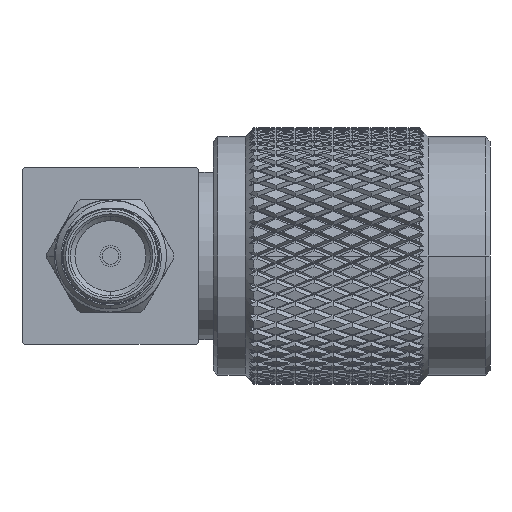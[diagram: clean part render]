
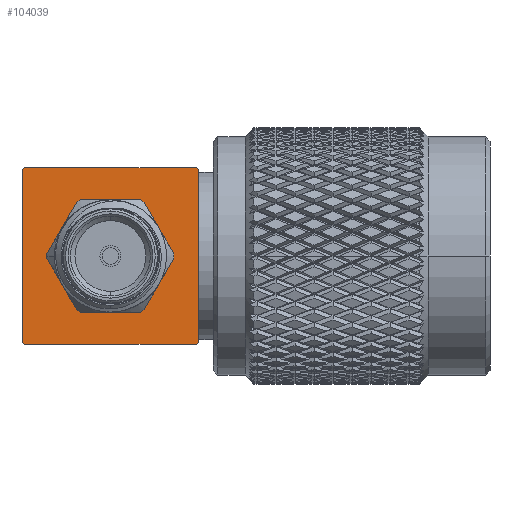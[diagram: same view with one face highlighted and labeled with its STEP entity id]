
A CAD part, left-side view. The second image highlights one B-rep face of the part: STEP entity #104039.
In plain terms, the highlighted face is planar.
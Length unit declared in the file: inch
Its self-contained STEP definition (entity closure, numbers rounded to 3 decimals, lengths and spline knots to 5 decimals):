
#4071 = DIRECTION ( 'NONE',  ( 0., 0., 1. ) ) ;
#5020 = CARTESIAN_POINT ( 'NONE',  ( 1.043, -0.197, 0.189 ) ) ;
#5218 = AXIS2_PLACEMENT_3D ( 'NONE', #61391, #94139, #43046 ) ;
#5652 = AXIS2_PLACEMENT_3D ( 'NONE', #38132, #97725, #62792 ) ;
#8042 = DIRECTION ( 'NONE',  ( 0., 0., 1. ) ) ;
#8920 = DIRECTION ( 'NONE',  ( 1., 0., 0. ) ) ;
#9545 = CARTESIAN_POINT ( 'NONE',  ( 0.649, -0.197, 0.197 ) ) ;
#10628 = DIRECTION ( 'NONE',  ( 0., 0., 1. ) ) ;
#12167 = CARTESIAN_POINT ( 'NONE',  ( 0.846, -0.197, 0.0905 ) ) ;
#13796 = EDGE_CURVE ( 'NONE', #71260, #85017, #34931, .T. ) ;
#14755 = CIRCLE ( 'NONE', #102136, 0.008 ) ;
#21402 = DIRECTION ( 'NONE',  ( 0., 0., 1. ) ) ;
#21863 = CARTESIAN_POINT ( 'NONE',  ( 0.649, -0.197, -0.189 ) ) ;
#21895 = AXIS2_PLACEMENT_3D ( 'NONE', #65857, #82624, #64421 ) ;
#22777 = ORIENTED_EDGE ( 'NONE', *, *, #41567, .T. ) ;
#25254 = CARTESIAN_POINT ( 'NONE',  ( 1.035, -0.197, 0.197 ) ) ;
#26836 = EDGE_CURVE ( 'NONE', #87475, #41603, #96283, .T. ) ;
#26970 = CARTESIAN_POINT ( 'NONE',  ( 1.035, -0.197, -0.197 ) ) ;
#27632 = EDGE_CURVE ( 'NONE', #85017, #45649, #104210, .T. ) ;
#27925 = EDGE_CURVE ( 'NONE', #45649, #102497, #14755, .T. ) ;
#30975 = CARTESIAN_POINT ( 'NONE',  ( 0.846, -0.197, -0.0905 ) ) ;
#31760 = ORIENTED_EDGE ( 'NONE', *, *, #56823, .F. ) ;
#32078 = ORIENTED_EDGE ( 'NONE', *, *, #59271, .F. ) ;
#32397 = CARTESIAN_POINT ( 'NONE',  ( 0.657, -0.197, 0.197 ) ) ;
#34417 = EDGE_CURVE ( 'NONE', #74634, #50122, #56901, .T. ) ;
#34766 = ORIENTED_EDGE ( 'NONE', *, *, #26836, .T. ) ;
#34897 = ORIENTED_EDGE ( 'NONE', *, *, #74806, .T. ) ;
#34931 = CIRCLE ( 'NONE', #21895, 0.008 ) ;
#35268 = DIRECTION ( 'NONE',  ( 0., -1., 0. ) ) ;
#37020 = CARTESIAN_POINT ( 'NONE',  ( 0.846, -0.197, 0. ) ) ;
#38132 = CARTESIAN_POINT ( 'NONE',  ( 0.649, -0.197, 0.197 ) ) ;
#39490 = AXIS2_PLACEMENT_3D ( 'NONE', #37020, #80332, #21402 ) ;
#41249 = ORIENTED_EDGE ( 'NONE', *, *, #27632, .T. ) ;
#41567 = EDGE_CURVE ( 'NONE', #102497, #54743, #102633, .T. ) ;
#41603 = VERTEX_POINT ( 'NONE', #91716 ) ;
#43046 = DIRECTION ( 'NONE',  ( 0., 0., 1. ) ) ;
#45649 = VERTEX_POINT ( 'NONE', #26970 ) ;
#49161 = EDGE_LOOP ( 'NONE', ( #22777, #34897, #31760, #34766, #78761, #71637, #41249, #76355 ) ) ;
#49411 = VECTOR ( 'NONE', #69214, 39.37008 ) ;
#50122 = VERTEX_POINT ( 'NONE', #12167 ) ;
#50187 = AXIS2_PLACEMENT_3D ( 'NONE', #71584, #89405, #98663 ) ;
#50964 = DIRECTION ( 'NONE',  ( 0., -1., 0. ) ) ;
#54491 = CIRCLE ( 'NONE', #39490, 0.0905 ) ;
#54743 = VERTEX_POINT ( 'NONE', #5020 ) ;
#55259 = CIRCLE ( 'NONE', #50187, 0.008 ) ;
#56823 = EDGE_CURVE ( 'NONE', #87475, #76948, #72111, .T. ) ;
#56901 = CIRCLE ( 'NONE', #5218, 0.0905 ) ;
#58877 = VECTOR ( 'NONE', #8920, 39.37008 ) ;
#59271 = EDGE_CURVE ( 'NONE', #50122, #74634, #54491, .T. ) ;
#59351 = FACE_OUTER_BOUND ( 'NONE', #49161, .T. ) ;
#61391 = CARTESIAN_POINT ( 'NONE',  ( 0.846, -0.197, 0. ) ) ;
#62792 = DIRECTION ( 'NONE',  ( 0., 0., 1. ) ) ;
#64421 = DIRECTION ( 'NONE',  ( 0., 0., 1. ) ) ;
#64487 = EDGE_LOOP ( 'NONE', ( #32078, #78638 ) ) ;
#65857 = CARTESIAN_POINT ( 'NONE',  ( 0.657, -0.197, -0.189 ) ) ;
#68102 = CARTESIAN_POINT ( 'NONE',  ( 1.035, -0.197, -0.189 ) ) ;
#69214 = DIRECTION ( 'NONE',  ( 1., 0., 0. ) ) ;
#71260 = VERTEX_POINT ( 'NONE', #21863 ) ;
#71584 = CARTESIAN_POINT ( 'NONE',  ( 1.035, -0.197, 0.189 ) ) ;
#71637 = ORIENTED_EDGE ( 'NONE', *, *, #13796, .T. ) ;
#72111 = LINE ( 'NONE', #9545, #49411 ) ;
#72461 = PLANE ( 'NONE',  #5652 ) ;
#74634 = VERTEX_POINT ( 'NONE', #30975 ) ;
#74806 = EDGE_CURVE ( 'NONE', #54743, #76948, #55259, .T. ) ;
#76355 = ORIENTED_EDGE ( 'NONE', *, *, #27925, .T. ) ;
#76948 = VERTEX_POINT ( 'NONE', #25254 ) ;
#77397 = CARTESIAN_POINT ( 'NONE',  ( 0.657, -0.197, 0.189 ) ) ;
#78638 = ORIENTED_EDGE ( 'NONE', *, *, #34417, .F. ) ;
#78761 = ORIENTED_EDGE ( 'NONE', *, *, #109758, .F. ) ;
#80332 = DIRECTION ( 'NONE',  ( 0., -1., 0. ) ) ;
#80648 = DIRECTION ( 'NONE',  ( 0., 0., 1. ) ) ;
#82624 = DIRECTION ( 'NONE',  ( 0., -1., 0. ) ) ;
#84267 = AXIS2_PLACEMENT_3D ( 'NONE', #77397, #50964, #8042 ) ;
#85017 = VERTEX_POINT ( 'NONE', #101185 ) ;
#87475 = VERTEX_POINT ( 'NONE', #32397 ) ;
#89405 = DIRECTION ( 'NONE',  ( 0., -1., 0. ) ) ;
#91716 = CARTESIAN_POINT ( 'NONE',  ( 0.649, -0.197, 0.189 ) ) ;
#93022 = VECTOR ( 'NONE', #4071, 39.37008 ) ;
#94139 = DIRECTION ( 'NONE',  ( 0., -1., 0. ) ) ;
#96283 = CIRCLE ( 'NONE', #84267, 0.008 ) ;
#97690 = CARTESIAN_POINT ( 'NONE',  ( 1.043, -0.197, 0.197 ) ) ;
#97725 = DIRECTION ( 'NONE',  ( 0., 1., 0. ) ) ;
#97996 = FACE_BOUND ( 'NONE', #64487, .T. ) ;
#98119 = CARTESIAN_POINT ( 'NONE',  ( 1.043, -0.197, -0.189 ) ) ;
#98663 = DIRECTION ( 'NONE',  ( 0., 0., 1. ) ) ;
#99401 = CARTESIAN_POINT ( 'NONE',  ( 0.649, -0.197, 0.197 ) ) ;
#101013 = LINE ( 'NONE', #99401, #93022 ) ;
#101185 = CARTESIAN_POINT ( 'NONE',  ( 0.657, -0.197, -0.197 ) ) ;
#102136 = AXIS2_PLACEMENT_3D ( 'NONE', #68102, #35268, #10628 ) ;
#102435 = CARTESIAN_POINT ( 'NONE',  ( 0.649, -0.197, -0.197 ) ) ;
#102497 = VERTEX_POINT ( 'NONE', #98119 ) ;
#102633 = LINE ( 'NONE', #97690, #105315 ) ;
#104039 = ADVANCED_FACE ( 'NONE', ( #97996, #59351 ), #72461, .F. ) ;
#104210 = LINE ( 'NONE', #102435, #58877 ) ;
#105315 = VECTOR ( 'NONE', #80648, 39.37008 ) ;
#109758 = EDGE_CURVE ( 'NONE', #71260, #41603, #101013, .T. ) ;
